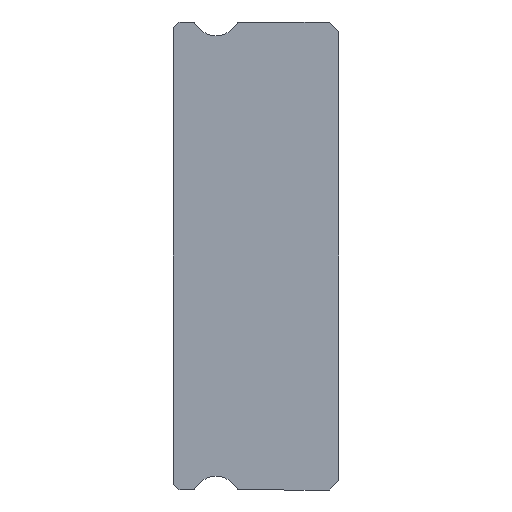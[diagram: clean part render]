
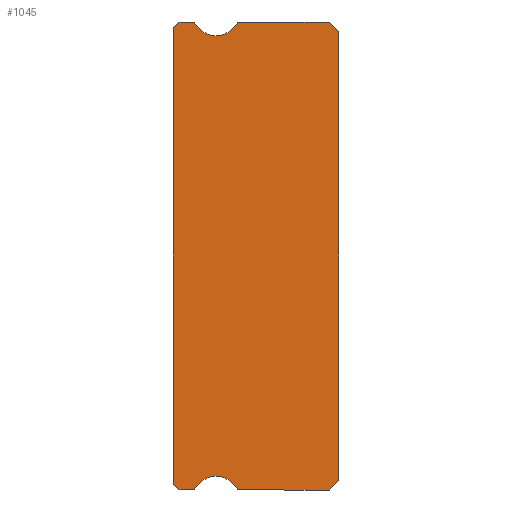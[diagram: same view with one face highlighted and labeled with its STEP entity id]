
A CAD part, left-side view. The second image highlights one B-rep face of the part: STEP entity #1045.
In plain terms, the highlighted planar face has unit normal (-1, 0, 0).
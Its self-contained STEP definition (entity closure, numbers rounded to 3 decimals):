
#21 = DIRECTION ( 'NONE',  ( 0., -0.707, -0.707 ) ) ;
#25 = VERTEX_POINT ( 'NONE', #1065 ) ;
#27 = ORIENTED_EDGE ( 'NONE', *, *, #904, .F. ) ;
#30 = DIRECTION ( 'NONE',  ( 0., -0.707, -0.707 ) ) ;
#40 = DIRECTION ( 'NONE',  ( 0., 0., -1. ) ) ;
#50 = CARTESIAN_POINT ( 'NONE',  ( -20., 7.512, -12. ) ) ;
#55 = CARTESIAN_POINT ( 'NONE',  ( -20., 7.512, -12. ) ) ;
#59 = DIRECTION ( 'NONE',  ( 0., 0., -1. ) ) ;
#69 = DIRECTION ( 'NONE',  ( 1., 0., 0. ) ) ;
#84 = CARTESIAN_POINT ( 'NONE',  ( -20., 0., 11.5 ) ) ;
#118 = DIRECTION ( 'NONE',  ( 1., 0., 0. ) ) ;
#121 = EDGE_CURVE ( 'NONE', #923, #994, #522, .T. ) ;
#124 = AXIS2_PLACEMENT_3D ( 'NONE', #322, #593, #587 ) ;
#152 = VERTEX_POINT ( 'NONE', #803 ) ;
#155 = VECTOR ( 'NONE', #304, 1000. ) ;
#184 = LINE ( 'NONE', #374, #402 ) ;
#188 = EDGE_CURVE ( 'NONE', #869, #549, #202, .T. ) ;
#189 = ORIENTED_EDGE ( 'NONE', *, *, #439, .F. ) ;
#193 = AXIS2_PLACEMENT_3D ( 'NONE', #446, #69, #956 ) ;
#196 = ORIENTED_EDGE ( 'NONE', *, *, #293, .F. ) ;
#199 = LINE ( 'NONE', #1092, #672 ) ;
#202 = LINE ( 'NONE', #1094, #155 ) ;
#206 = EDGE_CURVE ( 'NONE', #792, #869, #797, .T. ) ;
#210 = VERTEX_POINT ( 'NONE', #373 ) ;
#212 = CIRCLE ( 'NONE', #193, 0.15 ) ;
#217 = CARTESIAN_POINT ( 'NONE',  ( -20., 8.5, 11.7 ) ) ;
#225 = DIRECTION ( 'NONE',  ( 0., 1., 0. ) ) ;
#244 = DIRECTION ( 'NONE',  ( 1., 0., 0. ) ) ;
#245 = CARTESIAN_POINT ( 'NONE',  ( -20., 8.5, -11.7 ) ) ;
#257 = ORIENTED_EDGE ( 'NONE', *, *, #1097, .F. ) ;
#260 = CARTESIAN_POINT ( 'NONE',  ( -20., 5.217, 11.925 ) ) ;
#267 = CIRCLE ( 'NONE', #124, 0.15 ) ;
#276 = VERTEX_POINT ( 'NONE', #1108 ) ;
#291 = CARTESIAN_POINT ( 'NONE',  ( -20., 5.217, -11.925 ) ) ;
#293 = EDGE_CURVE ( 'NONE', #210, #577, #595, .T. ) ;
#304 = DIRECTION ( 'NONE',  ( 0., -1., 0. ) ) ;
#309 = AXIS2_PLACEMENT_3D ( 'NONE', #649, #556, #59 ) ;
#313 = DIRECTION ( 'NONE',  ( 0., 0.707, -0.707 ) ) ;
#322 = CARTESIAN_POINT ( 'NONE',  ( -20., 7.512, -11.85 ) ) ;
#330 = LINE ( 'NONE', #603, #876 ) ;
#344 = CARTESIAN_POINT ( 'NONE',  ( -20., 8.2, 12. ) ) ;
#346 = VERTEX_POINT ( 'NONE', #50 ) ;
#347 = CARTESIAN_POINT ( 'NONE',  ( -20., 7.383, 11.925 ) ) ;
#357 = EDGE_CURVE ( 'NONE', #1067, #346, #405, .T. ) ;
#373 = CARTESIAN_POINT ( 'NONE',  ( -20., 5.088, -12. ) ) ;
#374 = CARTESIAN_POINT ( 'NONE',  ( -20., 8.2, -12. ) ) ;
#375 = ORIENTED_EDGE ( 'NONE', *, *, #914, .F. ) ;
#382 = VERTEX_POINT ( 'NONE', #344 ) ;
#384 = AXIS2_PLACEMENT_3D ( 'NONE', #1019, #639, #927 ) ;
#388 = ORIENTED_EDGE ( 'NONE', *, *, #740, .T. ) ;
#393 = LINE ( 'NONE', #479, #567 ) ;
#402 = VECTOR ( 'NONE', #21, 1000. ) ;
#405 = LINE ( 'NONE', #55, #750 ) ;
#411 = CARTESIAN_POINT ( 'NONE',  ( -20., 0.5, 12. ) ) ;
#435 = DIRECTION ( 'NONE',  ( 0., 0., 1. ) ) ;
#439 = EDGE_CURVE ( 'NONE', #25, #1120, #212, .T. ) ;
#446 = CARTESIAN_POINT ( 'NONE',  ( -20., 7.512, 11.85 ) ) ;
#451 = AXIS2_PLACEMENT_3D ( 'NONE', #993, #716, #790 ) ;
#479 = CARTESIAN_POINT ( 'NONE',  ( -20., 7.512, -12. ) ) ;
#493 = EDGE_CURVE ( 'NONE', #549, #994, #199, .T. ) ;
#522 = LINE ( 'NONE', #84, #987 ) ;
#525 = EDGE_CURVE ( 'NONE', #577, #894, #859, .T. ) ;
#549 = VERTEX_POINT ( 'NONE', #411 ) ;
#556 = DIRECTION ( 'NONE',  ( -1., 0., 0. ) ) ;
#557 = VERTEX_POINT ( 'NONE', #812 ) ;
#567 = VECTOR ( 'NONE', #225, 1000. ) ;
#577 = VERTEX_POINT ( 'NONE', #291 ) ;
#587 = DIRECTION ( 'NONE',  ( 0., 0., -1. ) ) ;
#593 = DIRECTION ( 'NONE',  ( 1., 0., 0. ) ) ;
#595 = CIRCLE ( 'NONE', #685, 0.15 ) ;
#603 = CARTESIAN_POINT ( 'NONE',  ( -20., 8.2, 12. ) ) ;
#605 = ORIENTED_EDGE ( 'NONE', *, *, #206, .F. ) ;
#632 = AXIS2_PLACEMENT_3D ( 'NONE', #1011, #118, #40 ) ;
#639 = DIRECTION ( 'NONE',  ( -1., 0., 0. ) ) ;
#643 = ORIENTED_EDGE ( 'NONE', *, *, #525, .F. ) ;
#649 = CARTESIAN_POINT ( 'NONE',  ( -20., 6.3, -12.55 ) ) ;
#659 = VERTEX_POINT ( 'NONE', #245 ) ;
#660 = CARTESIAN_POINT ( 'NONE',  ( -20., 5.088, 12. ) ) ;
#662 = EDGE_CURVE ( 'NONE', #894, #346, #267, .T. ) ;
#672 = VECTOR ( 'NONE', #30, 1000. ) ;
#675 = ORIENTED_EDGE ( 'NONE', *, *, #662, .F. ) ;
#678 = LINE ( 'NONE', #1032, #1063 ) ;
#680 = CARTESIAN_POINT ( 'NONE',  ( -20., 5.088, -11.85 ) ) ;
#685 = AXIS2_PLACEMENT_3D ( 'NONE', #680, #1123, #861 ) ;
#707 = ORIENTED_EDGE ( 'NONE', *, *, #357, .T. ) ;
#716 = DIRECTION ( 'NONE',  ( -1., 0., 0. ) ) ;
#718 = EDGE_CURVE ( 'NONE', #25, #382, #330, .T. ) ;
#729 = CARTESIAN_POINT ( 'NONE',  ( -20., 7.383, -11.925 ) ) ;
#740 = EDGE_CURVE ( 'NONE', #659, #1067, #184, .T. ) ;
#742 = CARTESIAN_POINT ( 'NONE',  ( -20., 0., -11.5 ) ) ;
#750 = VECTOR ( 'NONE', #757, 1000. ) ;
#757 = DIRECTION ( 'NONE',  ( 0., -1., 0. ) ) ;
#762 = DIRECTION ( 'NONE',  ( 0., 0., -1. ) ) ;
#772 = DIRECTION ( 'NONE',  ( 0., 0.707, -0.707 ) ) ;
#787 = ORIENTED_EDGE ( 'NONE', *, *, #121, .T. ) ;
#790 = DIRECTION ( 'NONE',  ( 0., 0., -1. ) ) ;
#792 = VERTEX_POINT ( 'NONE', #260 ) ;
#796 = AXIS2_PLACEMENT_3D ( 'NONE', #1036, #244, #762 ) ;
#797 = CIRCLE ( 'NONE', #632, 0.15 ) ;
#803 = CARTESIAN_POINT ( 'NONE',  ( -20., 0.5, -12. ) ) ;
#812 = CARTESIAN_POINT ( 'NONE',  ( -20., 8.5, 11.7 ) ) ;
#834 = ORIENTED_EDGE ( 'NONE', *, *, #188, .F. ) ;
#839 = EDGE_CURVE ( 'NONE', #1120, #276, #951, .T. ) ;
#852 = FACE_OUTER_BOUND ( 'NONE', #968, .T. ) ;
#859 = CIRCLE ( 'NONE', #309, 1.25 ) ;
#861 = DIRECTION ( 'NONE',  ( 0., 0., -1. ) ) ;
#866 = EDGE_CURVE ( 'NONE', #382, #557, #1013, .T. ) ;
#869 = VERTEX_POINT ( 'NONE', #660 ) ;
#870 = LINE ( 'NONE', #878, #1122 ) ;
#876 = VECTOR ( 'NONE', #1115, 1000. ) ;
#878 = CARTESIAN_POINT ( 'NONE',  ( -20., 8.5, 11.85 ) ) ;
#887 = ORIENTED_EDGE ( 'NONE', *, *, #1038, .F. ) ;
#894 = VERTEX_POINT ( 'NONE', #729 ) ;
#904 = EDGE_CURVE ( 'NONE', #276, #792, #1061, .T. ) ;
#914 = EDGE_CURVE ( 'NONE', #152, #210, #393, .T. ) ;
#923 = VERTEX_POINT ( 'NONE', #742 ) ;
#927 = DIRECTION ( 'NONE',  ( 0., 0., -1. ) ) ;
#938 = ORIENTED_EDGE ( 'NONE', *, *, #866, .T. ) ;
#946 = CARTESIAN_POINT ( 'NONE',  ( -20., 8.2, -12. ) ) ;
#951 = CIRCLE ( 'NONE', #451, 1.25 ) ;
#956 = DIRECTION ( 'NONE',  ( 0., 0., -1. ) ) ;
#968 = EDGE_LOOP ( 'NONE', ( #257, #388, #707, #675, #643, #196, #375, #887, #787, #1020, #834, #605, #27, #1087, #189, #1000, #938 ) ) ;
#987 = VECTOR ( 'NONE', #435, 1000. ) ;
#993 = CARTESIAN_POINT ( 'NONE',  ( -20., 6.3, 12.55 ) ) ;
#994 = VERTEX_POINT ( 'NONE', #1105 ) ;
#1000 = ORIENTED_EDGE ( 'NONE', *, *, #718, .T. ) ;
#1011 = CARTESIAN_POINT ( 'NONE',  ( -20., 5.088, 11.85 ) ) ;
#1013 = LINE ( 'NONE', #217, #1134 ) ;
#1019 = CARTESIAN_POINT ( 'NONE',  ( -20., 6.3, 12.55 ) ) ;
#1020 = ORIENTED_EDGE ( 'NONE', *, *, #493, .F. ) ;
#1032 = CARTESIAN_POINT ( 'NONE',  ( -20., 0., -11.5 ) ) ;
#1036 = CARTESIAN_POINT ( 'NONE',  ( -20., 7.512, 11.85 ) ) ;
#1038 = EDGE_CURVE ( 'NONE', #923, #152, #678, .T. ) ;
#1045 = ADVANCED_FACE ( 'NONE', ( #852 ), #1046, .F. ) ;
#1046 = PLANE ( 'NONE',  #796 ) ;
#1061 = CIRCLE ( 'NONE', #384, 1.25 ) ;
#1063 = VECTOR ( 'NONE', #772, 1000. ) ;
#1065 = CARTESIAN_POINT ( 'NONE',  ( -20., 7.512, 12. ) ) ;
#1067 = VERTEX_POINT ( 'NONE', #946 ) ;
#1087 = ORIENTED_EDGE ( 'NONE', *, *, #839, .F. ) ;
#1092 = CARTESIAN_POINT ( 'NONE',  ( -20., 0.5, 12. ) ) ;
#1094 = CARTESIAN_POINT ( 'NONE',  ( -20., 7.512, 12. ) ) ;
#1097 = EDGE_CURVE ( 'NONE', #659, #557, #870, .T. ) ;
#1105 = CARTESIAN_POINT ( 'NONE',  ( -20., 0., 11.5 ) ) ;
#1108 = CARTESIAN_POINT ( 'NONE',  ( -20., 6.3, 11.3 ) ) ;
#1115 = DIRECTION ( 'NONE',  ( 0., 1., 0. ) ) ;
#1120 = VERTEX_POINT ( 'NONE', #347 ) ;
#1122 = VECTOR ( 'NONE', #1137, 1000. ) ;
#1123 = DIRECTION ( 'NONE',  ( 1., 0., 0. ) ) ;
#1134 = VECTOR ( 'NONE', #313, 1000. ) ;
#1137 = DIRECTION ( 'NONE',  ( 0., 0., 1. ) ) ;
